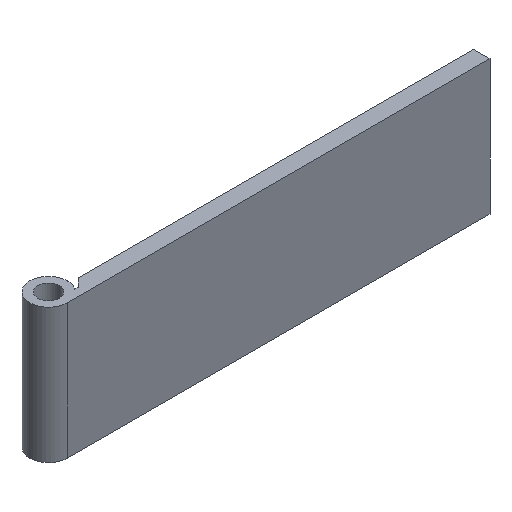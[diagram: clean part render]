
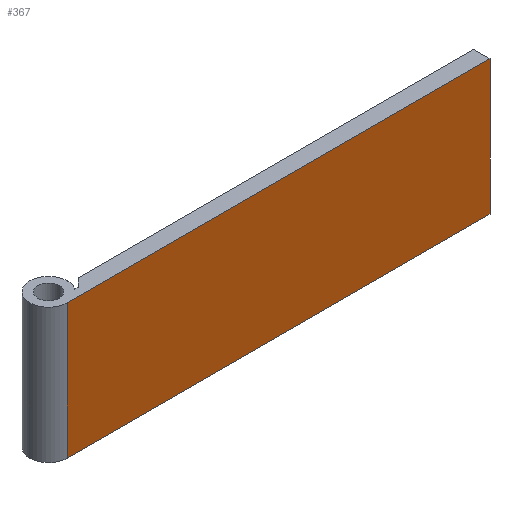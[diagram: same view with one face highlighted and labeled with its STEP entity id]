
A CAD part, isometric view. The second image highlights one B-rep face of the part: STEP entity #367.
In plain terms, the highlighted planar face has unit normal (0, -1, 0).
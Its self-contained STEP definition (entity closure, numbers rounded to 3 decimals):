
#2 = VECTOR ( 'NONE', #215, 1000. ) ;
#6 = VECTOR ( 'NONE', #233, 1000. ) ;
#8 = VECTOR ( 'NONE', #206, 1000. ) ;
#11 = VECTOR ( 'NONE', #199, 1000. ) ;
#27 = AXIS2_PLACEMENT_3D ( 'NONE', #269, #270, #271 ) ;
#28 = FACE_OUTER_BOUND ( 'NONE', #132, .T. ) ;
#67 = EDGE_CURVE ( 'NONE', #117, #385, #197, .T. ) ;
#69 = EDGE_CURVE ( 'NONE', #119, #415, #204, .T. ) ;
#72 = EDGE_CURVE ( 'NONE', #385, #415, #213, .T. ) ;
#79 = EDGE_CURVE ( 'NONE', #117, #119, #231, .T. ) ;
#117 = VERTEX_POINT ( 'NONE', #242 ) ;
#119 = VERTEX_POINT ( 'NONE', #244 ) ;
#132 = EDGE_LOOP ( 'NONE', ( #445, #444, #446, #399 ) ) ;
#197 = LINE ( 'NONE', #198, #11 ) ;
#198 = CARTESIAN_POINT ( 'NONE',  ( 0., -7., 25. ) ) ;
#199 = DIRECTION ( 'NONE',  ( 0., 0., -1. ) ) ;
#204 = LINE ( 'NONE', #205, #8 ) ;
#205 = CARTESIAN_POINT ( 'NONE',  ( 157., -7., 25. ) ) ;
#206 = DIRECTION ( 'NONE',  ( 0., 0., -1. ) ) ;
#213 = LINE ( 'NONE', #214, #2 ) ;
#214 = CARTESIAN_POINT ( 'NONE',  ( 157., -7., -25. ) ) ;
#215 = DIRECTION ( 'NONE',  ( 1., 0., 0. ) ) ;
#231 = LINE ( 'NONE', #232, #6 ) ;
#232 = CARTESIAN_POINT ( 'NONE',  ( 157., -7., 25. ) ) ;
#233 = DIRECTION ( 'NONE',  ( 1., 0., 0. ) ) ;
#242 = CARTESIAN_POINT ( 'NONE',  ( 0., -7., 25. ) ) ;
#244 = CARTESIAN_POINT ( 'NONE',  ( 157., -7., 25. ) ) ;
#268 = PLANE ( 'NONE',  #27 ) ;
#269 = CARTESIAN_POINT ( 'NONE',  ( 157., -7., 25. ) ) ;
#270 = DIRECTION ( 'NONE',  ( 0., 1., 0. ) ) ;
#271 = DIRECTION ( 'NONE',  ( -1., 0., 0. ) ) ;
#282 = CARTESIAN_POINT ( 'NONE',  ( 0., -7., -25. ) ) ;
#287 = CARTESIAN_POINT ( 'NONE',  ( 157., -7., -25. ) ) ;
#367 = ADVANCED_FACE ( 'NONE', ( #28 ), #268, .F. ) ;
#385 = VERTEX_POINT ( 'NONE', #282 ) ;
#399 = ORIENTED_EDGE ( 'NONE', *, *, #67, .T. ) ;
#415 = VERTEX_POINT ( 'NONE', #287 ) ;
#444 = ORIENTED_EDGE ( 'NONE', *, *, #69, .F. ) ;
#445 = ORIENTED_EDGE ( 'NONE', *, *, #72, .T. ) ;
#446 = ORIENTED_EDGE ( 'NONE', *, *, #79, .F. ) ;
